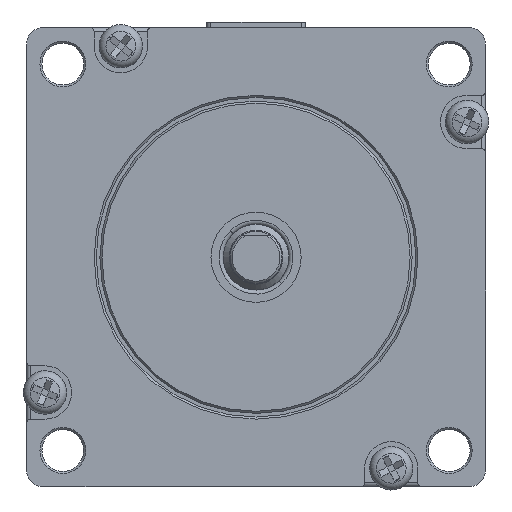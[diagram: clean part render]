
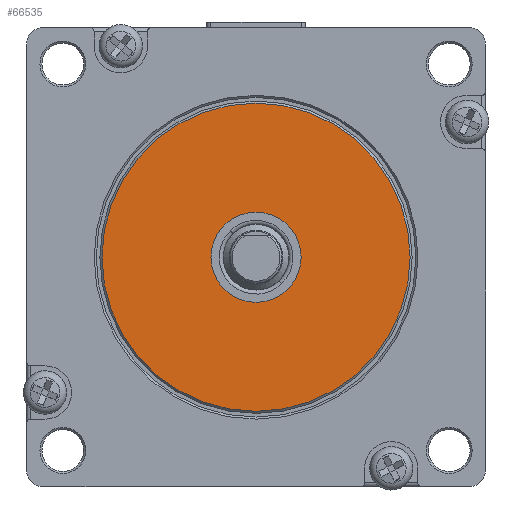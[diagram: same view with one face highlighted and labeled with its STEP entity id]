
A CAD part, front view. The second image highlights one B-rep face of the part: STEP entity #66535.
In plain terms, the highlighted face is planar.
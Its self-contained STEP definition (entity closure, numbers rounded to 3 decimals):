
#66433=CARTESIAN_POINT('',(-18.8,-0.,-6.6));
#66434=VERTEX_POINT('',#66433);
#66460=CARTESIAN_POINT('',(-0.,0.,-6.6));
#66461=DIRECTION('',(-0.,0.,1.));
#66462=DIRECTION('',(1.,0.,0.));
#66463=AXIS2_PLACEMENT_3D('',#66460,#66461,#66462);
#66464=CIRCLE('',#66463,18.8);
#66465=EDGE_CURVE('',#66434,#66434,#66464,.T.);
#66507=CARTESIAN_POINT('',(-0.,0.,-6.6));
#66508=DIRECTION('',(0.,0.,-1.));
#66509=DIRECTION('',(-1.,0.,-0.));
#66510=AXIS2_PLACEMENT_3D('',#66507,#66508,#66509);
#66511=PLANE('',#66510);
#66512=CARTESIAN_POINT('',(5.5,0.,-6.6));
#66513=VERTEX_POINT('',#66512);
#66514=CARTESIAN_POINT('',(-5.5,0.,-6.6));
#66515=VERTEX_POINT('',#66514);
#66516=CARTESIAN_POINT('',(-0.,0.,-6.6));
#66517=DIRECTION('',(0.,0.,-1.));
#66518=DIRECTION('',(-1.,0.,-0.));
#66519=AXIS2_PLACEMENT_3D('',#66516,#66517,#66518);
#66520=CIRCLE('',#66519,5.5);
#66521=EDGE_CURVE('',#66513,#66515,#66520,.T.);
#66522=ORIENTED_EDGE('',*,*,#66521,.F.);
#66523=CARTESIAN_POINT('',(-0.,0.,-6.6));
#66524=DIRECTION('',(0.,0.,-1.));
#66525=DIRECTION('',(-1.,0.,-0.));
#66526=AXIS2_PLACEMENT_3D('',#66523,#66524,#66525);
#66527=CIRCLE('',#66526,5.5);
#66528=EDGE_CURVE('',#66515,#66513,#66527,.T.);
#66529=ORIENTED_EDGE('',*,*,#66528,.F.);
#66530=EDGE_LOOP('',(#66522,#66529));
#66531=FACE_BOUND('',#66530,.T.);
#66532=ORIENTED_EDGE('',*,*,#66465,.F.);
#66533=EDGE_LOOP('',(#66532));
#66534=FACE_BOUND('',#66533,.T.);
#66535=ADVANCED_FACE('',(#66531,#66534),#66511,.T.);
